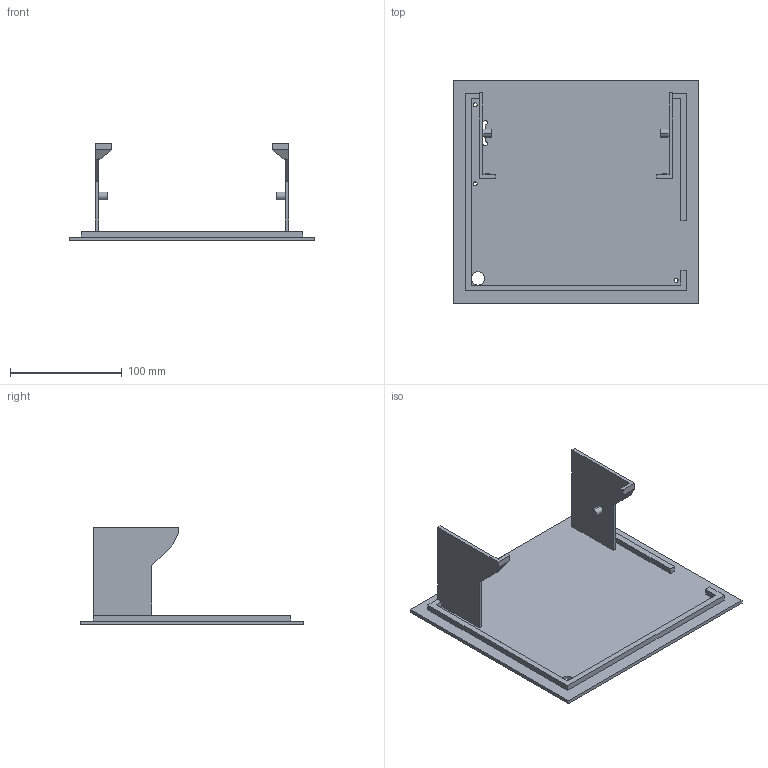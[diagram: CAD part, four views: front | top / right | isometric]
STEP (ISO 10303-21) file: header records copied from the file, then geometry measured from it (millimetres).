
FILE_DESCRIPTION (( 'STEP AP214' ), '1' );
FILE_NAME ('Fundação_lateral.STEP', '2024-09-05T14:43:25', ( '' ), ( '' ), 'SwSTEP 2.0', 'SolidWorks 2023', '' );
FILE_SCHEMA (( 'AUTOMOTIVE_DESIGN' ));
Length unit declared in the file: millimetre
Products named in the file (1): Fundação_lateral
Bounding box: 220 x 200 x 87.32 mm (x, y, z)
Volume: 187194.3 mm3; surface area: 118053.2 mm2
Topology: 1 solids, 1 shells, 68 faces, 177 edges, 113 vertices
Faces by surface type: plane 50, cylinder 18
Entity records: 2101 total; most frequent: CARTESIAN_POINT 359, ORIENTED_EDGE 354, DIRECTION 352, EDGE_CURVE 177, LINE 140, VECTOR 140, VERTEX_POINT 113, AXIS2_PLACEMENT_3D 106
